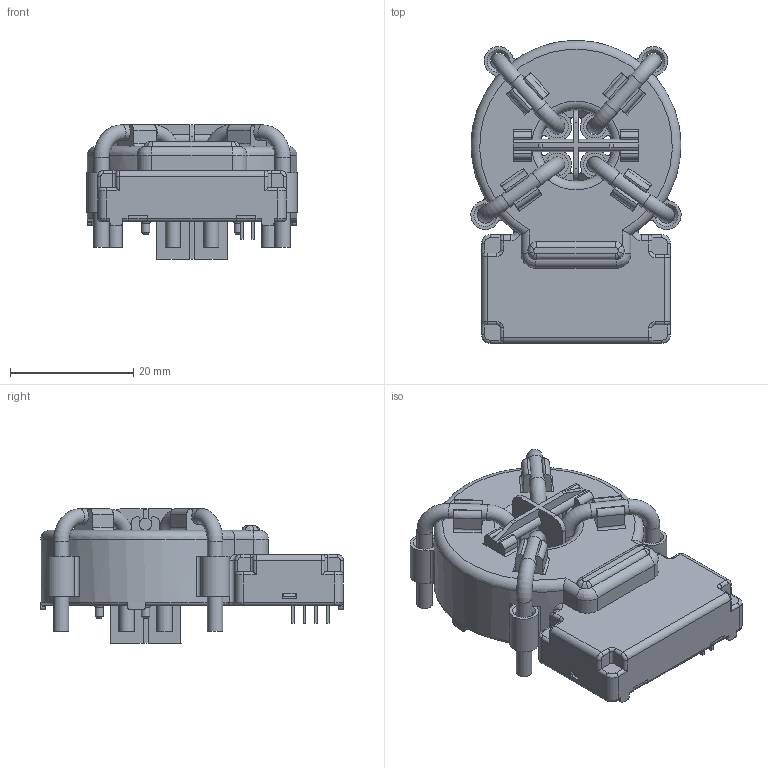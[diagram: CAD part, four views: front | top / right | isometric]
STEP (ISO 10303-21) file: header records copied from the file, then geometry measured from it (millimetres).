
FILE_DESCRIPTION(/* description */ (''),/* implementation_level */ '2;1');
FILE_NAME(/* name */ '4641-X920_Shrinkwrap_1 v2.step',/* time_stamp */ '2021-12-30T13:59:44+01:00',/* author */ (''),/* organization */ (''),/* preprocessor_version */ 'ST-DEVELOPER v18.1',/* originating_system */ 'Autodesk Translation Framework v10.10.0.1391',/* authorisation */ '');
FILE_SCHEMA (('AUTOMOTIVE_DESIGN { 1 0 10303 214 3 1 1 }'));
Length unit declared in the file: inch
Products named in the file (3): 4641-X920_Shrinkwrap_1; Component1; Component2
Assembly tree (2 placements, depth 2):
  4641-X920_Shrinkwrap_1
    Component1
    Component2
Bounding box: 34.05 x 49.05 x 21.85 mm (x, y, z)
Volume: 16183.4 mm3; surface area: 8481.9 mm2
Topology: 2 solids, 2 shells, 867 faces, 2307 edges, 1493 vertices
Faces by surface type: plane 434, cylinder 212, bspline 164, torus 46, cone 11
Full cylindrical faces by diameter (mm): 1.35 x3, 2.5 x12, 2.7 x8, 11.6 x1, 13.306 x1, 13.4 x1
Entity records: 29859 total; most frequent: CARTESIAN_POINT 7975, ORIENTED_EDGE 4614, DIRECTION 3950, EDGE_CURVE 2307, VERTEX_POINT 1493, LINE 1344, VECTOR 1344, AXIS2_PLACEMENT_3D 1303
